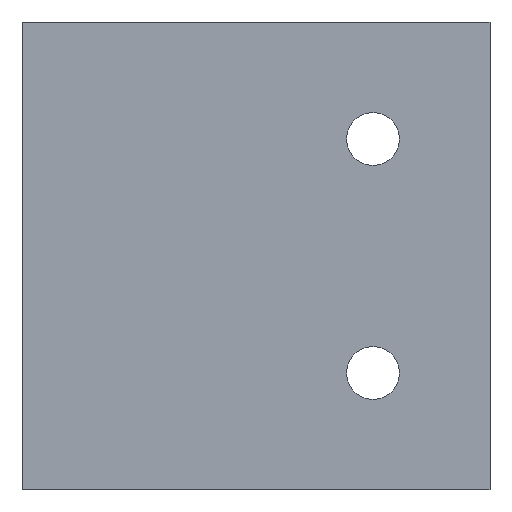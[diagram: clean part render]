
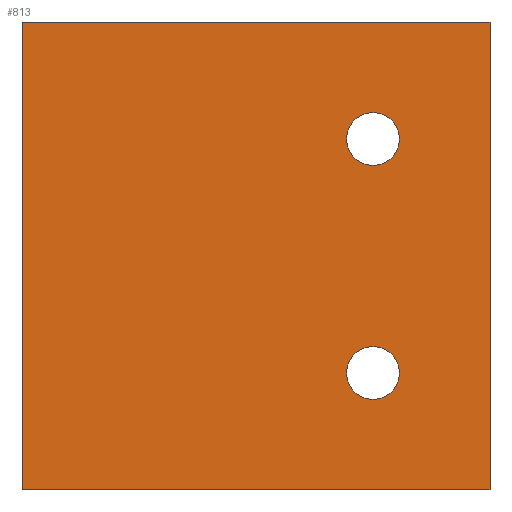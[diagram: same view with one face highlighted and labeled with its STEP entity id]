
A CAD part, front view. The second image highlights one B-rep face of the part: STEP entity #813.
In plain terms, the highlighted planar face has unit normal (0, -1, 0).
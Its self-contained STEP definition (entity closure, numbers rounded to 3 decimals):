
#325=CARTESIAN_POINT('',(55.5,0.0,20.0));
#326=VERTEX_POINT('',#325);
#327=CARTESIAN_POINT('',(60.,0.0,20.0));
#328=DIRECTION('',(0.0,1.0,0.0));
#329=DIRECTION('',(1.0,0.0,0.0));
#330=AXIS2_PLACEMENT_3D('',#327,#328,#329);
#331=CIRCLE('',#330,4.5);
#332=EDGE_CURVE('',#326,#326,#331,.T.);
#393=CARTESIAN_POINT('',(55.5,0.0,-20.0));
#394=VERTEX_POINT('',#393);
#395=CARTESIAN_POINT('',(60.,0.0,-20.0));
#396=DIRECTION('',(0.0,1.0,0.0));
#397=DIRECTION('',(1.0,0.0,0.0));
#398=AXIS2_PLACEMENT_3D('',#395,#396,#397);
#399=CIRCLE('',#398,4.5);
#400=EDGE_CURVE('',#394,#394,#399,.T.);
#481=CARTESIAN_POINT('',(80.0,0.0,-40.0));
#482=VERTEX_POINT('',#481);
#491=CARTESIAN_POINT('',(0.0,0.0,-40.0));
#492=VERTEX_POINT('',#491);
#493=CARTESIAN_POINT('',(0.0,0.0,-40.0));
#494=DIRECTION('',(1.0,0.0,0.0));
#495=VECTOR('',#494,80.0);
#496=LINE('',#493,#495);
#497=EDGE_CURVE('',#492,#482,#496,.T.);
#564=CARTESIAN_POINT('',(0.0,0.0,40.0));
#565=VERTEX_POINT('',#564);
#581=CARTESIAN_POINT('',(0.0,0.0,40.0));
#582=DIRECTION('',(0.0,0.0,-1.0));
#583=VECTOR('',#582,80.0);
#584=LINE('',#581,#583);
#585=EDGE_CURVE('',#565,#492,#584,.T.);
#772=CARTESIAN_POINT('',(80.0,0.0,40.0));
#773=VERTEX_POINT('',#772);
#780=CARTESIAN_POINT('',(80.0,0.0,-40.0));
#781=DIRECTION('',(0.0,0.0,1.0));
#782=VECTOR('',#781,80.0);
#783=LINE('',#780,#782);
#784=EDGE_CURVE('',#482,#773,#783,.T.);
#791=CARTESIAN_POINT('',(80.0,0.0,0.0));
#792=DIRECTION('',(0.0,-1.0,0.0));
#793=DIRECTION('',(0.0,0.0,-1.0));
#794=AXIS2_PLACEMENT_3D('',#791,#792,#793);
#795=PLANE('',#794);
#796=CARTESIAN_POINT('',(80.0,0.0,40.0));
#797=DIRECTION('',(-1.0,0.0,0.0));
#798=VECTOR('',#797,80.0);
#799=LINE('',#796,#798);
#800=EDGE_CURVE('',#773,#565,#799,.T.);
#801=ORIENTED_EDGE('',*,*,#800,.T.);
#802=ORIENTED_EDGE('',*,*,#585,.T.);
#803=ORIENTED_EDGE('',*,*,#497,.T.);
#804=ORIENTED_EDGE('',*,*,#784,.T.);
#805=EDGE_LOOP('',(#801,#802,#803,#804));
#806=FACE_OUTER_BOUND('',#805,.T.);
#807=ORIENTED_EDGE('',*,*,#332,.T.);
#808=EDGE_LOOP('',(#807));
#809=FACE_BOUND('',#808,.T.);
#810=ORIENTED_EDGE('',*,*,#400,.T.);
#811=EDGE_LOOP('',(#810));
#812=FACE_BOUND('',#811,.T.);
#813=ADVANCED_FACE('',(#806,#809,#812),#795,.T.);
